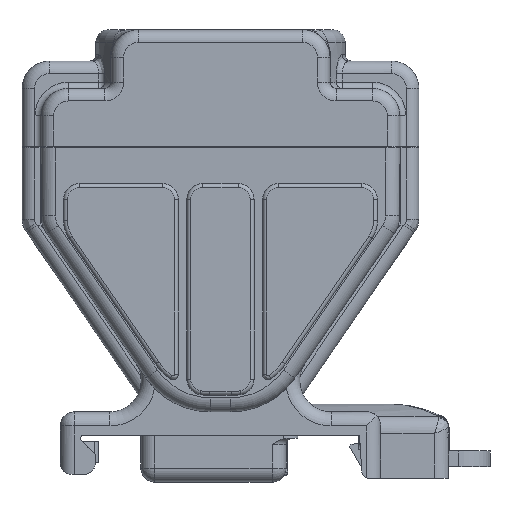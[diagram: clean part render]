
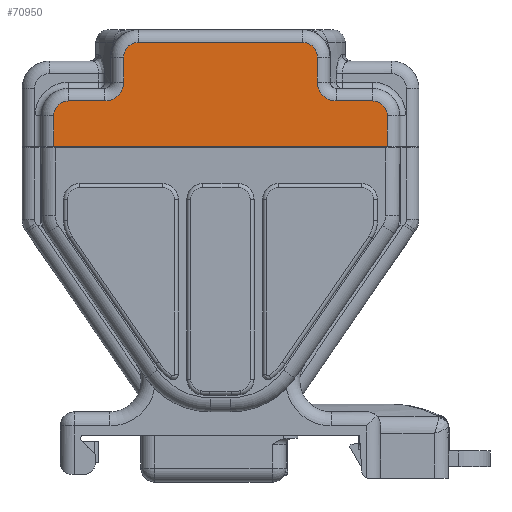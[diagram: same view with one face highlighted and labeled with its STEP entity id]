
A CAD part, front view. The second image highlights one B-rep face of the part: STEP entity #70950.
In plain terms, the highlighted planar face has unit normal (0, -1, 0).
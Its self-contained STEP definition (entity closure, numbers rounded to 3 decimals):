
#2340=DIRECTION('',(1.,0.,0.));
#2341=VECTOR('',#2340,42.7);
#2342=CARTESIAN_POINT('',(-21.35,-16.15,0.));
#2343=LINE('',#2342,#2341);
#3613=DIRECTION('',(0.,0.,-1.));
#3614=VECTOR('',#3613,3.9);
#3615=CARTESIAN_POINT('',(-21.35,-16.15,3.9));
#3616=LINE('',#3615,#3614);
#3620=CARTESIAN_POINT('',(-19.45,-16.15,3.9));
#3621=DIRECTION('',(0.,-1.,0.));
#3622=DIRECTION('',(0.,0.,1.));
#3623=AXIS2_PLACEMENT_3D('',#3620,#3621,#3622);
#3628=DIRECTION('',(-1.,0.,0.));
#3629=VECTOR('',#3628,4.65);
#3630=CARTESIAN_POINT('',(-14.8,-16.15,5.8));
#3631=LINE('',#3630,#3629);
#3635=CARTESIAN_POINT('',(-14.8,-16.15,8.2));
#3636=DIRECTION('',(0.,1.,0.));
#3637=DIRECTION('',(1.,0.,0.));
#3638=AXIS2_PLACEMENT_3D('',#3635,#3636,#3637);
#3643=DIRECTION('',(0.,0.,-1.));
#3644=VECTOR('',#3643,3.2);
#3645=CARTESIAN_POINT('',(-12.4,-16.15,11.4));
#3646=LINE('',#3645,#3644);
#3650=CARTESIAN_POINT('',(-10.5,-16.15,11.4));
#3651=DIRECTION('',(0.,-1.,0.));
#3652=DIRECTION('',(0.,0.,1.));
#3653=AXIS2_PLACEMENT_3D('',#3650,#3651,#3652);
#3658=DIRECTION('',(-1.,0.,0.));
#3659=VECTOR('',#3658,21.);
#3660=CARTESIAN_POINT('',(10.5,-16.15,13.3));
#3661=LINE('',#3660,#3659);
#3665=CARTESIAN_POINT('',(10.5,-16.15,11.4));
#3666=DIRECTION('',(0.,-1.,0.));
#3667=DIRECTION('',(1.,0.,0.));
#3668=AXIS2_PLACEMENT_3D('',#3665,#3666,#3667);
#3673=DIRECTION('',(0.,0.,1.));
#3674=VECTOR('',#3673,3.2);
#3675=CARTESIAN_POINT('',(12.4,-16.15,8.2));
#3676=LINE('',#3675,#3674);
#3680=CARTESIAN_POINT('',(14.8,-16.15,8.2));
#3681=DIRECTION('',(0.,1.,0.));
#3682=DIRECTION('',(0.,0.,-1.));
#3683=AXIS2_PLACEMENT_3D('',#3680,#3681,#3682);
#3688=DIRECTION('',(-1.,0.,0.));
#3689=VECTOR('',#3688,4.65);
#3690=CARTESIAN_POINT('',(19.45,-16.15,5.8));
#3691=LINE('',#3690,#3689);
#3695=CARTESIAN_POINT('',(19.45,-16.15,3.9));
#3696=DIRECTION('',(0.,-1.,0.));
#3697=DIRECTION('',(1.,0.,0.));
#3698=AXIS2_PLACEMENT_3D('',#3695,#3696,#3697);
#3703=DIRECTION('',(0.,0.,1.));
#3704=VECTOR('',#3703,3.9);
#3705=CARTESIAN_POINT('',(21.35,-16.15,0.));
#3706=LINE('',#3705,#3704);
#63017=CARTESIAN_POINT('',(-21.35,-16.15,0.));
#63019=VERTEX_POINT('',#63017);
#63023=CARTESIAN_POINT('',(-21.35,-16.15,3.9));
#63024=VERTEX_POINT('',#63023);
#63025=CARTESIAN_POINT('',(-19.45,-16.15,5.8));
#63026=VERTEX_POINT('',#63025);
#63029=CARTESIAN_POINT('',(19.45,-16.15,5.8));
#63030=CARTESIAN_POINT('',(14.8,-16.15,5.8));
#63031=VERTEX_POINT('',#63029);
#63032=VERTEX_POINT('',#63030);
#63037=CARTESIAN_POINT('',(-12.4,-16.15,8.2));
#63038=CARTESIAN_POINT('',(-14.8,-16.15,5.8));
#63039=VERTEX_POINT('',#63037);
#63040=VERTEX_POINT('',#63038);
#63045=CARTESIAN_POINT('',(-12.4,-16.15,11.4));
#63046=VERTEX_POINT('',#63045);
#63050=CARTESIAN_POINT('',(21.35,-16.15,0.));
#63052=VERTEX_POINT('',#63050);
#63053=CARTESIAN_POINT('',(21.35,-16.15,3.9));
#63054=VERTEX_POINT('',#63053);
#63057=CARTESIAN_POINT('',(12.4,-16.15,8.2));
#63058=VERTEX_POINT('',#63057);
#63063=CARTESIAN_POINT('',(12.4,-16.15,11.4));
#63064=VERTEX_POINT('',#63063);
#63109=CARTESIAN_POINT('',(-10.5,-16.15,13.3));
#63110=VERTEX_POINT('',#63109);
#63113=CARTESIAN_POINT('',(10.5,-16.15,13.3));
#63114=VERTEX_POINT('',#63113);
#70918=CARTESIAN_POINT('',(0.,-16.15,-5.3));
#70919=DIRECTION('',(0.,-1.,0.));
#70920=DIRECTION('',(1.,0.,0.));
#70921=AXIS2_PLACEMENT_3D('',#70918,#70919,#70920);
#70922=PLANE('',#70921);
#70923=ORIENTED_EDGE('',*,*,#70874,.F.);
#70924=ORIENTED_EDGE('',*,*,#70896,.F.);
#70926=ORIENTED_EDGE('',*,*,#70925,.F.);
#70928=ORIENTED_EDGE('',*,*,#70927,.F.);
#70930=ORIENTED_EDGE('',*,*,#70929,.F.);
#70932=ORIENTED_EDGE('',*,*,#70931,.F.);
#70934=ORIENTED_EDGE('',*,*,#70933,.F.);
#70936=ORIENTED_EDGE('',*,*,#70935,.F.);
#70938=ORIENTED_EDGE('',*,*,#70937,.F.);
#70940=ORIENTED_EDGE('',*,*,#70939,.F.);
#70942=ORIENTED_EDGE('',*,*,#70941,.F.);
#70944=ORIENTED_EDGE('',*,*,#70943,.F.);
#70946=ORIENTED_EDGE('',*,*,#70945,.F.);
#70947=ORIENTED_EDGE('',*,*,#69838,.F.);
#70948=EDGE_LOOP('',(#70923,#70924,#70926,#70928,#70930,#70932,#70934,#70936,
#70938,#70940,#70942,#70944,#70946,#70947));
#70949=FACE_OUTER_BOUND('',#70948,.F.);
#70950=ADVANCED_FACE('',(#70949),#70922,.T.);
#3624=CIRCLE('',#3623,1.9);
#3639=CIRCLE('',#3638,2.4);
#3654=CIRCLE('',#3653,1.9);
#3669=CIRCLE('',#3668,1.9);
#3684=CIRCLE('',#3683,2.4);
#3699=CIRCLE('',#3698,1.9);
#69838=EDGE_CURVE('',#63019,#63052,#2343,.T.);
#70874=EDGE_CURVE('',#63024,#63019,#3616,.T.);
#70896=EDGE_CURVE('',#63026,#63024,#3624,.T.);
#70925=EDGE_CURVE('',#63040,#63026,#3631,.T.);
#70927=EDGE_CURVE('',#63039,#63040,#3639,.T.);
#70929=EDGE_CURVE('',#63046,#63039,#3646,.T.);
#70931=EDGE_CURVE('',#63110,#63046,#3654,.T.);
#70933=EDGE_CURVE('',#63114,#63110,#3661,.T.);
#70935=EDGE_CURVE('',#63064,#63114,#3669,.T.);
#70937=EDGE_CURVE('',#63058,#63064,#3676,.T.);
#70939=EDGE_CURVE('',#63032,#63058,#3684,.T.);
#70941=EDGE_CURVE('',#63031,#63032,#3691,.T.);
#70943=EDGE_CURVE('',#63054,#63031,#3699,.T.);
#70945=EDGE_CURVE('',#63052,#63054,#3706,.T.);
